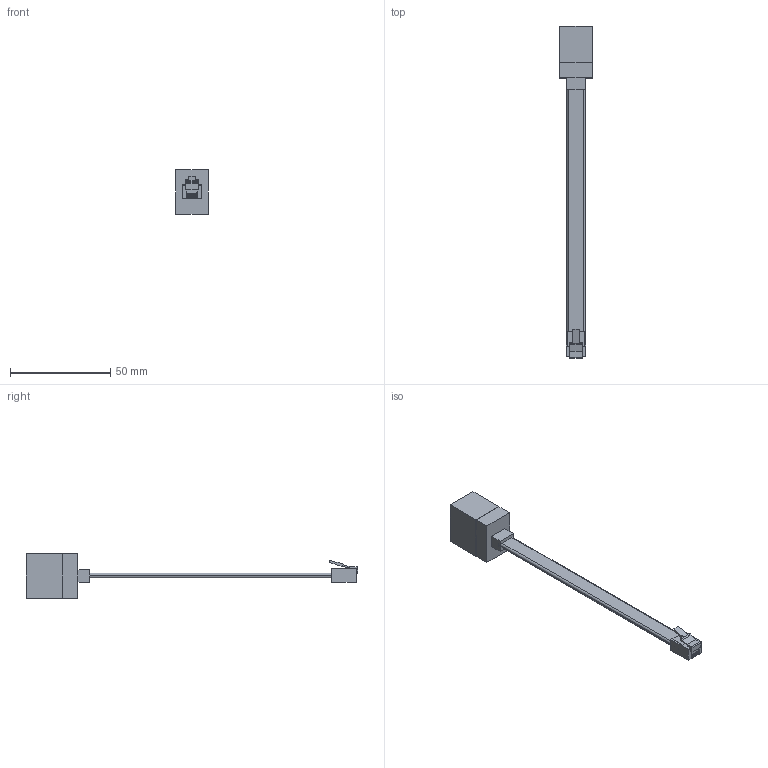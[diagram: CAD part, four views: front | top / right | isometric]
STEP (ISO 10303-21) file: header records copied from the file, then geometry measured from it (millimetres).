
FILE_DESCRIPTION (( 'STEP AP203' ), '1' );
FILE_NAME ('TAC535-6-7.STEP', '2006-06-23T20:21:14', ( 'lcom' ), ( 'lcom' ), 'SwSTEP 2.0', 'SolidWorks 2006004', '' );
FILE_SCHEMA (( 'CONFIG_CONTROL_DESIGN' ));
Length unit declared in the file: inch
Products named in the file (4): TD6P6C; TAC535 RJ12  jack; TDB6-PROD; TAC535-6-7
Assembly tree (3 placements, depth 2):
  TAC535-6-7
    TAC535 RJ12  jack
    TD6P6C
    TDB6-PROD
Bounding box: 16.13 x 165.63 x 22.35 mm (x, y, z)
Volume: 11677.8 mm3; surface area: 7609.2 mm2
Topology: 3 solids, 3 shells, 262 faces, 717 edges, 472 vertices
Faces by surface type: plane 195, cylinder 58, bspline 9
Entity records: 9395 total; most frequent: CARTESIAN_POINT 2456, ORIENTED_EDGE 1434, DIRECTION 1237, EDGE_CURVE 717, LINE 575, VECTOR 575, VERTEX_POINT 472, AXIS2_PLACEMENT_3D 331
